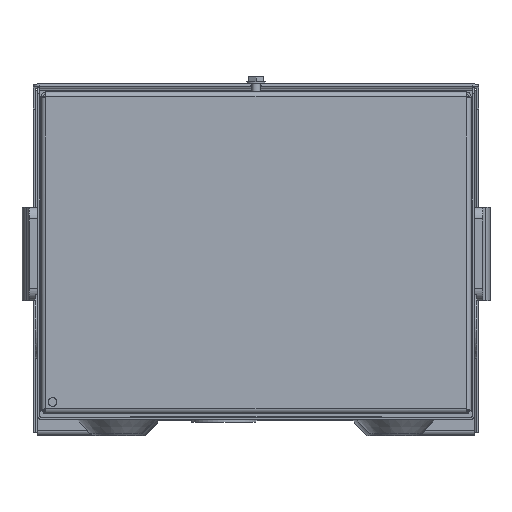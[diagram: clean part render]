
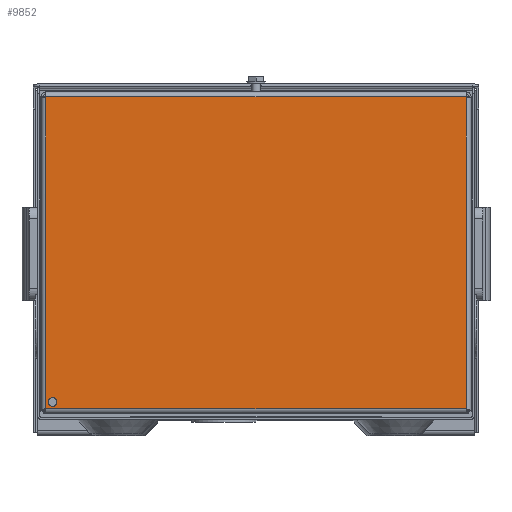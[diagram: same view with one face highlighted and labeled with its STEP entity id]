
A CAD part, front view. The second image highlights one B-rep face of the part: STEP entity #9852.
In plain terms, the highlighted planar face has unit normal (0, -1, 0).
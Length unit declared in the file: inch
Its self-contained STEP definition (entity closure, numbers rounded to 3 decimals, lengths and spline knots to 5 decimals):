
#592 = LINE ( 'NONE', #1495, #6987 ) ;
#924 = DIRECTION ( 'NONE',  ( 0., 0., -1. ) ) ;
#1306 = VECTOR ( 'NONE', #5798, 39.37008 ) ;
#1395 = CARTESIAN_POINT ( 'NONE',  ( -4.5082, -15.2353, 6.99252 ) ) ;
#1495 = CARTESIAN_POINT ( 'NONE',  ( -4.6158, -15.2353, 0.24252 ) ) ;
#1538 = ORIENTED_EDGE ( 'NONE', *, *, #7138, .F. ) ;
#1721 = EDGE_CURVE ( 'NONE', #8598, #7597, #5653, .T. ) ;
#1964 = FACE_OUTER_BOUND ( 'NONE', #3187, .T. ) ;
#1974 = VERTEX_POINT ( 'NONE', #4750 ) ;
#2157 = CARTESIAN_POINT ( 'NONE',  ( 4.5082, -15.2353, 0.24252 ) ) ;
#2344 = VECTOR ( 'NONE', #9134, 39.37008 ) ;
#2473 = AXIS2_PLACEMENT_3D ( 'NONE', #4543, #7603, #9877 ) ;
#2634 = VERTEX_POINT ( 'NONE', #6930 ) ;
#2641 = VECTOR ( 'NONE', #924, 39.37008 ) ;
#2719 = FACE_BOUND ( 'NONE', #3299, .T. ) ;
#2769 = CARTESIAN_POINT ( 'NONE',  ( -4.6158, -15.2353, 6.99252 ) ) ;
#2822 = DIRECTION ( 'NONE',  ( 0., 1., 0. ) ) ;
#2999 = VERTEX_POINT ( 'NONE', #2157 ) ;
#3000 = AXIS2_PLACEMENT_3D ( 'NONE', #2769, #2822, #8152 ) ;
#3187 = EDGE_LOOP ( 'NONE', ( #8393, #4017, #6908, #1538 ) ) ;
#3299 = EDGE_LOOP ( 'NONE', ( #6662, #4792 ) ) ;
#3730 = CARTESIAN_POINT ( 'NONE',  ( -4.3658, -15.2353, 0.29117 ) ) ;
#4017 = ORIENTED_EDGE ( 'NONE', *, *, #9257, .F. ) ;
#4061 = CIRCLE ( 'NONE', #2473, 0.09375 ) ;
#4080 = LINE ( 'NONE', #7132, #2641 ) ;
#4271 = DIRECTION ( 'NONE',  ( 0., 1., 0. ) ) ;
#4308 = VERTEX_POINT ( 'NONE', #3730 ) ;
#4543 = CARTESIAN_POINT ( 'NONE',  ( -4.3658, -15.2353, 0.38492 ) ) ;
#4750 = CARTESIAN_POINT ( 'NONE',  ( -4.3658, -15.2353, 0.47867 ) ) ;
#4792 = ORIENTED_EDGE ( 'NONE', *, *, #5117, .T. ) ;
#5117 = EDGE_CURVE ( 'NONE', #4308, #1974, #4061, .T. ) ;
#5167 = PLANE ( 'NONE',  #3000 ) ;
#5220 = CARTESIAN_POINT ( 'NONE',  ( -4.3658, -15.2353, 0.38492 ) ) ;
#5238 = CIRCLE ( 'NONE', #7635, 0.09375 ) ;
#5357 = DIRECTION ( 'NONE',  ( -1., 0., 0. ) ) ;
#5613 = CARTESIAN_POINT ( 'NONE',  ( -4.5082, -15.2353, 6.93272 ) ) ;
#5653 = LINE ( 'NONE', #9431, #1306 ) ;
#5798 = DIRECTION ( 'NONE',  ( 1., 0., 0. ) ) ;
#6662 = ORIENTED_EDGE ( 'NONE', *, *, #9870, .T. ) ;
#6908 = ORIENTED_EDGE ( 'NONE', *, *, #9285, .F. ) ;
#6930 = CARTESIAN_POINT ( 'NONE',  ( -4.5082, -15.2353, 0.24252 ) ) ;
#6987 = VECTOR ( 'NONE', #5357, 39.37008 ) ;
#7132 = CARTESIAN_POINT ( 'NONE',  ( 4.5082, -15.2353, 6.99252 ) ) ;
#7138 = EDGE_CURVE ( 'NONE', #7597, #2999, #4080, .T. ) ;
#7365 = DIRECTION ( 'NONE',  ( 0., 0., 1. ) ) ;
#7597 = VERTEX_POINT ( 'NONE', #9787 ) ;
#7603 = DIRECTION ( 'NONE',  ( 0., 1., 0. ) ) ;
#7635 = AXIS2_PLACEMENT_3D ( 'NONE', #5220, #4271, #7365 ) ;
#8152 = DIRECTION ( 'NONE',  ( 0., 0., -1. ) ) ;
#8393 = ORIENTED_EDGE ( 'NONE', *, *, #1721, .F. ) ;
#8598 = VERTEX_POINT ( 'NONE', #5613 ) ;
#9134 = DIRECTION ( 'NONE',  ( 0., 0., 1. ) ) ;
#9257 = EDGE_CURVE ( 'NONE', #2634, #8598, #9784, .T. ) ;
#9285 = EDGE_CURVE ( 'NONE', #2999, #2634, #592, .T. ) ;
#9431 = CARTESIAN_POINT ( 'NONE',  ( -4.6158, -15.2353, 6.93272 ) ) ;
#9784 = LINE ( 'NONE', #1395, #2344 ) ;
#9787 = CARTESIAN_POINT ( 'NONE',  ( 4.5082, -15.2353, 6.93272 ) ) ;
#9852 = ADVANCED_FACE ( 'NONE', ( #1964, #2719 ), #5167, .F. ) ;
#9870 = EDGE_CURVE ( 'NONE', #1974, #4308, #5238, .T. ) ;
#9877 = DIRECTION ( 'NONE',  ( 0., 0., 1. ) ) ;
